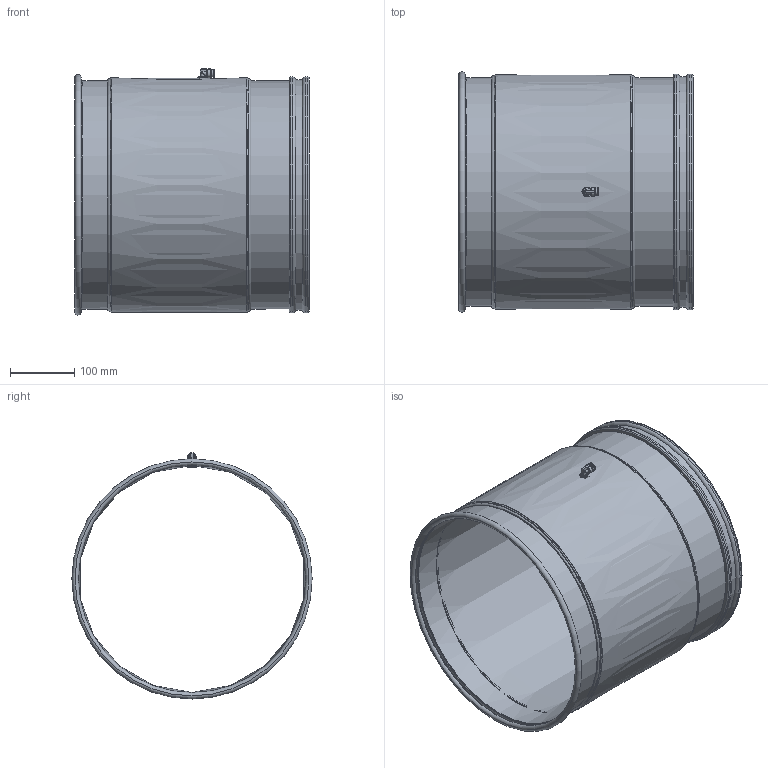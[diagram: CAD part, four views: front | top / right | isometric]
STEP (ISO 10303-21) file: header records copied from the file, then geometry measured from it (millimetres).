
FILE_DESCRIPTION(/* description */ (''),/* implementation_level */ '2;1');
FILE_NAME(/* name */ '324e2172-419e-4249-90ab-5f01d3ba4f4c.stp',/* time_stamp */ '2021-07-15T02:39:23+00:00',/* author */ (''),/* organization */ (''),/* preprocessor_version */ 'ST-DEVELOPER v18.1',/* originating_system */ 'Autodesk Translation Framework v10.9.0.1377',/* authorisation */ '');
FILE_SCHEMA (('AUTOMOTIVE_DESIGN { 1 0 10303 214 3 1 1 }'));
Length unit declared in the file: millimetre
Products named in the file (3): 350mm Bulk Bag Loader; KQB2L08-02S; 350 bulk bag loader
Assembly tree (2 placements, depth 2):
  350mm Bulk Bag Loader
    KQB2L08-02S
    350 bulk bag loader
Bounding box: 365.9 x 375 x 384.06 mm (x, y, z)
Volume: 1466330.5 mm3; surface area: 2397212.2 mm2
Topology: 7 solids, 7 shells, 106 faces, 225 edges, 140 vertices
Faces by surface type: plane 33, cylinder 29, torus 21, cone 17, bspline 4, sphere 2
Full cylindrical faces by diameter (mm): 4 x1, 8.1 x2, 11 x1, 12 x1, 13.4 x2, 50 x1, 354.053 x1, 356 x1, 356.016 x2, 357.045 x1, 360.045 x1, 361.045 x1, 363.045 x2, 364 x1, 368.053 x2
Entity records: 3398 total; most frequent: CARTESIAN_POINT 943, DIRECTION 550, ORIENTED_EDGE 450, AXIS2_PLACEMENT_3D 236, EDGE_CURVE 225, VERTEX_POINT 140, CIRCLE 129, EDGE_LOOP 126
